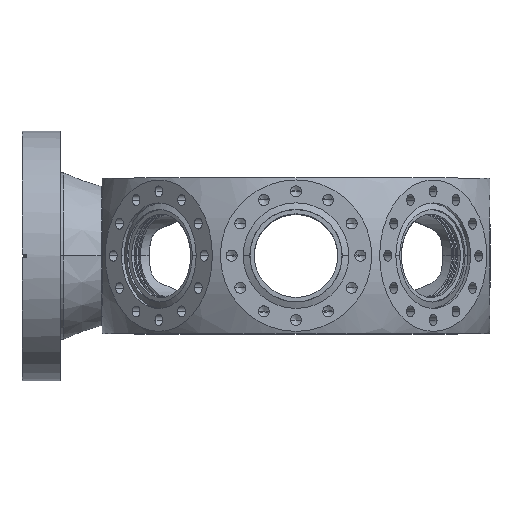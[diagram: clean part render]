
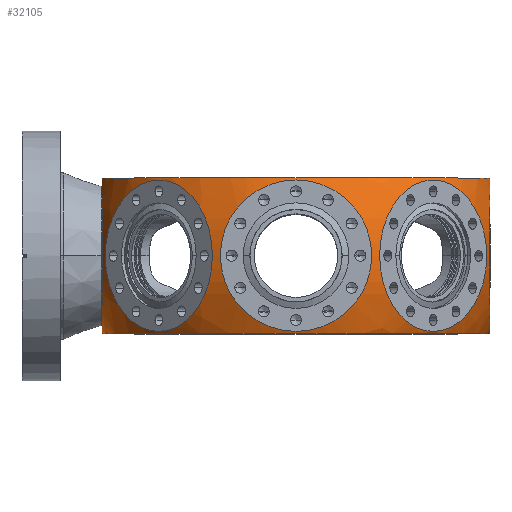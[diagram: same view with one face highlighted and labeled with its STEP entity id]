
A CAD part, top view. The second image highlights one B-rep face of the part: STEP entity #32105.
In plain terms, the highlighted spherical face has radius 95 mm.
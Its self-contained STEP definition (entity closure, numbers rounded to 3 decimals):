
#163 = DIRECTION ( 'NONE',  ( 0.707, 0., -0.707 ) ) ;
#218 = CIRCLE ( 'NONE', #15793, 95. ) ;
#485 = CIRCLE ( 'NONE', #18806, 88.118 ) ;
#953 = CARTESIAN_POINT ( 'NONE',  ( 88.5, 34.536, 0. ) ) ;
#1077 = CARTESIAN_POINT ( 'NONE',  ( 0., 0., 0. ) ) ;
#1311 = DIRECTION ( 'NONE',  ( 0.707, 0., -0.707 ) ) ;
#1643 = ORIENTED_EDGE ( 'NONE', *, *, #24770, .T. ) ;
#1804 = AXIS2_PLACEMENT_3D ( 'NONE', #8549, #31572, #31410 ) ;
#1985 = AXIS2_PLACEMENT_3D ( 'NONE', #8104, #18709, #31140 ) ;
#2084 = CIRCLE ( 'NONE', #17134, 88.118 ) ;
#2264 = CIRCLE ( 'NONE', #23769, 34.536 ) ;
#2269 = CIRCLE ( 'NONE', #13029, 34.536 ) ;
#2345 = DIRECTION ( 'NONE',  ( 0., -1., 0. ) ) ;
#2530 = CIRCLE ( 'NONE', #1985, 34.536 ) ;
#2749 = DIRECTION ( 'NONE',  ( -1., 0., 0. ) ) ;
#3874 = ORIENTED_EDGE ( 'NONE', *, *, #21281, .F. ) ;
#4134 = VERTEX_POINT ( 'NONE', #6137 ) ;
#4157 = EDGE_LOOP ( 'NONE', ( #15275, #6073 ) ) ;
#4377 = EDGE_LOOP ( 'NONE', ( #20778, #32269 ) ) ;
#5435 = ORIENTED_EDGE ( 'NONE', *, *, #22471, .T. ) ;
#5545 = DIRECTION ( 'NONE',  ( 0.707, 0., -0.707 ) ) ;
#6073 = ORIENTED_EDGE ( 'NONE', *, *, #26975, .T. ) ;
#6082 = CIRCLE ( 'NONE', #18468, 34.536 ) ;
#6137 = CARTESIAN_POINT ( 'NONE',  ( -88.118, 35.5, 0. ) ) ;
#6406 = DIRECTION ( 'NONE',  ( -1., 0., 0. ) ) ;
#6556 = CIRCLE ( 'NONE', #8182, 34.536 ) ;
#6889 = ORIENTED_EDGE ( 'NONE', *, *, #30861, .T. ) ;
#7137 = EDGE_CURVE ( 'NONE', #18384, #27923, #25586, .T. ) ;
#7289 = CARTESIAN_POINT ( 'NONE',  ( 0., 35.5, 0. ) ) ;
#7298 = FACE_BOUND ( 'NONE', #4157, .T. ) ;
#7510 = AXIS2_PLACEMENT_3D ( 'NONE', #12435, #12602, #22876 ) ;
#7607 = AXIS2_PLACEMENT_3D ( 'NONE', #15036, #25295, #12496 ) ;
#7646 = AXIS2_PLACEMENT_3D ( 'NONE', #12354, #9669, #19917 ) ;
#8104 = CARTESIAN_POINT ( 'NONE',  ( 0., 0., 88.5 ) ) ;
#8137 = EDGE_CURVE ( 'NONE', #29980, #31620, #18901, .T. ) ;
#8182 = AXIS2_PLACEMENT_3D ( 'NONE', #30626, #163, #26231 ) ;
#8549 = CARTESIAN_POINT ( 'NONE',  ( 0., 0., 0. ) ) ;
#8585 = EDGE_CURVE ( 'NONE', #17602, #30800, #6556, .T. ) ;
#8660 = EDGE_CURVE ( 'NONE', #22276, #16918, #2264, .T. ) ;
#8934 = DIRECTION ( 'NONE',  ( 0., 0., -1. ) ) ;
#9014 = CIRCLE ( 'NONE', #27841, 34.536 ) ;
#9466 = AXIS2_PLACEMENT_3D ( 'NONE', #31965, #8934, #6406 ) ;
#9669 = DIRECTION ( 'NONE',  ( 0., 0., 1. ) ) ;
#9827 = DIRECTION ( 'NONE',  ( -1., 0., 0. ) ) ;
#9988 = FACE_OUTER_BOUND ( 'NONE', #26575, .T. ) ;
#10106 = EDGE_CURVE ( 'NONE', #30800, #17602, #2269, .T. ) ;
#10114 = DIRECTION ( 'NONE',  ( -0.707, 0., -0.707 ) ) ;
#10854 = CARTESIAN_POINT ( 'NONE',  ( 87., 0., 38.158 ) ) ;
#11086 = EDGE_CURVE ( 'NONE', #29980, #11902, #16322, .T. ) ;
#11193 = DIRECTION ( 'NONE',  ( 0., 0., -1. ) ) ;
#11902 = VERTEX_POINT ( 'NONE', #14787 ) ;
#12354 = CARTESIAN_POINT ( 'NONE',  ( 0., 0., 0. ) ) ;
#12435 = CARTESIAN_POINT ( 'NONE',  ( 0., 0., 88.5 ) ) ;
#12496 = DIRECTION ( 'NONE',  ( -1., 0., 0. ) ) ;
#12602 = DIRECTION ( 'NONE',  ( 0., 0., -1. ) ) ;
#12702 = VERTEX_POINT ( 'NONE', #32190 ) ;
#13029 = AXIS2_PLACEMENT_3D ( 'NONE', #15863, #21068, #26120 ) ;
#13059 = EDGE_CURVE ( 'NONE', #13328, #11902, #485, .T. ) ;
#13076 = EDGE_CURVE ( 'NONE', #15902, #17793, #13469, .T. ) ;
#13234 = CARTESIAN_POINT ( 'NONE',  ( -88.5, 34.536, 0. ) ) ;
#13328 = VERTEX_POINT ( 'NONE', #29585 ) ;
#13333 = DIRECTION ( 'NONE',  ( 0., 0., -1. ) ) ;
#13469 = CIRCLE ( 'NONE', #7510, 34.536 ) ;
#14039 = ORIENTED_EDGE ( 'NONE', *, *, #13059, .F. ) ;
#14787 = CARTESIAN_POINT ( 'NONE',  ( -88.118, -35.5, 0. ) ) ;
#15036 = CARTESIAN_POINT ( 'NONE',  ( 0., 0., 0. ) ) ;
#15040 = DIRECTION ( 'NONE',  ( 0., 0., -1. ) ) ;
#15275 = ORIENTED_EDGE ( 'NONE', *, *, #13076, .T. ) ;
#15592 = CARTESIAN_POINT ( 'NONE',  ( 38.158, 0., 87. ) ) ;
#15793 = AXIS2_PLACEMENT_3D ( 'NONE', #1077, #11193, #29210 ) ;
#15816 = CARTESIAN_POINT ( 'NONE',  ( 62.579, 0., 62.579 ) ) ;
#15863 = CARTESIAN_POINT ( 'NONE',  ( -62.579, 0., 62.579 ) ) ;
#15873 = CARTESIAN_POINT ( 'NONE',  ( 88.5, 0., 0. ) ) ;
#15902 = VERTEX_POINT ( 'NONE', #27601 ) ;
#15915 = ORIENTED_EDGE ( 'NONE', *, *, #11086, .T. ) ;
#16224 = EDGE_CURVE ( 'NONE', #16918, #22276, #9014, .T. ) ;
#16227 = EDGE_LOOP ( 'NONE', ( #24364, #22359 ) ) ;
#16322 = CIRCLE ( 'NONE', #1804, 95. ) ;
#16422 = CARTESIAN_POINT ( 'NONE',  ( -38.158, 0., 87. ) ) ;
#16627 = DIRECTION ( 'NONE',  ( -0.707, 0., -0.707 ) ) ;
#16918 = VERTEX_POINT ( 'NONE', #10854 ) ;
#17134 = AXIS2_PLACEMENT_3D ( 'NONE', #7289, #28153, #20397 ) ;
#17322 = DIRECTION ( 'NONE',  ( 0., 0., -1. ) ) ;
#17602 = VERTEX_POINT ( 'NONE', #31794 ) ;
#17793 = VERTEX_POINT ( 'NONE', #27444 ) ;
#18384 = VERTEX_POINT ( 'NONE', #28524 ) ;
#18468 = AXIS2_PLACEMENT_3D ( 'NONE', #15873, #2749, #13333 ) ;
#18709 = DIRECTION ( 'NONE',  ( 0., 0., -1. ) ) ;
#18806 = AXIS2_PLACEMENT_3D ( 'NONE', #32767, #2345, #17322 ) ;
#18901 = CIRCLE ( 'NONE', #32845, 34.536 ) ;
#19917 = DIRECTION ( 'NONE',  ( 1., 0., 0. ) ) ;
#20397 = DIRECTION ( 'NONE',  ( 0., 0., -1. ) ) ;
#20778 = ORIENTED_EDGE ( 'NONE', *, *, #10106, .T. ) ;
#20898 = ORIENTED_EDGE ( 'NONE', *, *, #7137, .F. ) ;
#21068 = DIRECTION ( 'NONE',  ( 0.707, 0., -0.707 ) ) ;
#21281 = EDGE_CURVE ( 'NONE', #12702, #13328, #218, .T. ) ;
#21580 = CIRCLE ( 'NONE', #7646, 95. ) ;
#22276 = VERTEX_POINT ( 'NONE', #15592 ) ;
#22359 = ORIENTED_EDGE ( 'NONE', *, *, #8660, .T. ) ;
#22471 = EDGE_CURVE ( 'NONE', #4134, #31620, #21580, .T. ) ;
#22876 = DIRECTION ( 'NONE',  ( 1., 0., 0. ) ) ;
#23543 = ORIENTED_EDGE ( 'NONE', *, *, #8137, .F. ) ;
#23590 = CARTESIAN_POINT ( 'NONE',  ( -88.5, -34.536, 0. ) ) ;
#23769 = AXIS2_PLACEMENT_3D ( 'NONE', #15816, #10114, #5545 ) ;
#24364 = ORIENTED_EDGE ( 'NONE', *, *, #16224, .T. ) ;
#24770 = EDGE_CURVE ( 'NONE', #12702, #27923, #6082, .T. ) ;
#24788 = CARTESIAN_POINT ( 'NONE',  ( -88.5, 0., 0. ) ) ;
#25295 = DIRECTION ( 'NONE',  ( 0., 0., -1. ) ) ;
#25586 = CIRCLE ( 'NONE', #9466, 95. ) ;
#26120 = DIRECTION ( 'NONE',  ( 0.707, 0., 0.707 ) ) ;
#26231 = DIRECTION ( 'NONE',  ( 0.707, 0., 0.707 ) ) ;
#26575 = EDGE_LOOP ( 'NONE', ( #20898, #6889, #5435, #23543, #15915, #14039, #3874, #1643 ) ) ;
#26975 = EDGE_CURVE ( 'NONE', #17793, #15902, #2530, .T. ) ;
#27444 = CARTESIAN_POINT ( 'NONE',  ( -34.536, 0., 88.5 ) ) ;
#27601 = CARTESIAN_POINT ( 'NONE',  ( 34.536, 0., 88.5 ) ) ;
#27822 = SPHERICAL_SURFACE ( 'NONE', #7607, 95. ) ;
#27841 = AXIS2_PLACEMENT_3D ( 'NONE', #29596, #16627, #1311 ) ;
#27923 = VERTEX_POINT ( 'NONE', #953 ) ;
#28153 = DIRECTION ( 'NONE',  ( 0., -1., 0. ) ) ;
#28524 = CARTESIAN_POINT ( 'NONE',  ( 88.118, 35.5, 0. ) ) ;
#29210 = DIRECTION ( 'NONE',  ( -1., 0., 0. ) ) ;
#29585 = CARTESIAN_POINT ( 'NONE',  ( 88.118, -35.5, 0. ) ) ;
#29596 = CARTESIAN_POINT ( 'NONE',  ( 62.579, 0., 62.579 ) ) ;
#29980 = VERTEX_POINT ( 'NONE', #23590 ) ;
#30336 = FACE_BOUND ( 'NONE', #4377, .T. ) ;
#30626 = CARTESIAN_POINT ( 'NONE',  ( -62.579, 0., 62.579 ) ) ;
#30668 = FACE_BOUND ( 'NONE', #16227, .T. ) ;
#30800 = VERTEX_POINT ( 'NONE', #16422 ) ;
#30861 = EDGE_CURVE ( 'NONE', #18384, #4134, #2084, .T. ) ;
#31140 = DIRECTION ( 'NONE',  ( 1., 0., 0. ) ) ;
#31410 = DIRECTION ( 'NONE',  ( 1., 0., 0. ) ) ;
#31572 = DIRECTION ( 'NONE',  ( 0., 0., 1. ) ) ;
#31620 = VERTEX_POINT ( 'NONE', #13234 ) ;
#31794 = CARTESIAN_POINT ( 'NONE',  ( -87., 0., 38.158 ) ) ;
#31965 = CARTESIAN_POINT ( 'NONE',  ( 0., 0., 0. ) ) ;
#32105 = ADVANCED_FACE ( 'NONE', ( #9988, #30336, #7298, #30668 ), #27822, .T. ) ;
#32190 = CARTESIAN_POINT ( 'NONE',  ( 88.5, -34.536, 0. ) ) ;
#32269 = ORIENTED_EDGE ( 'NONE', *, *, #8585, .T. ) ;
#32767 = CARTESIAN_POINT ( 'NONE',  ( 0., -35.5, 0. ) ) ;
#32845 = AXIS2_PLACEMENT_3D ( 'NONE', #24788, #9827, #15040 ) ;
